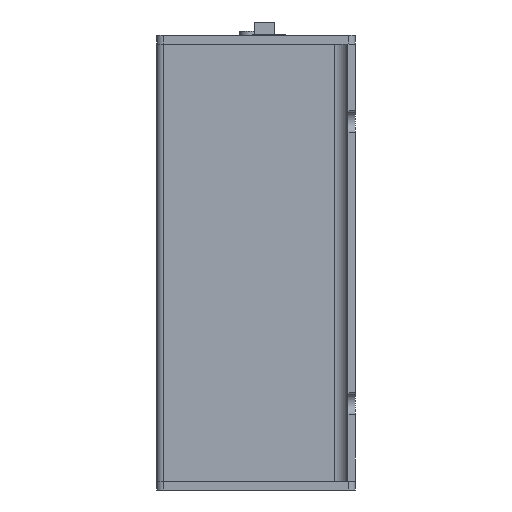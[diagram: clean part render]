
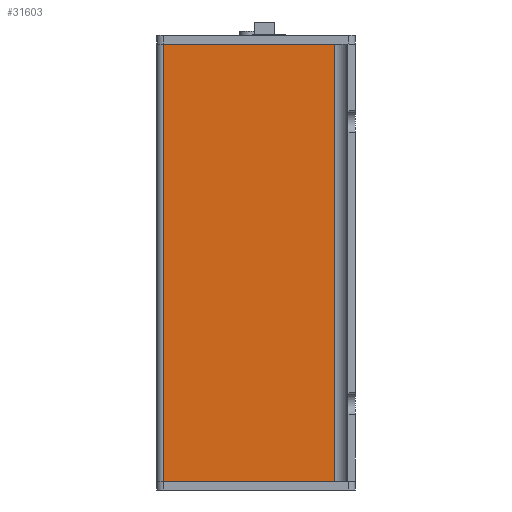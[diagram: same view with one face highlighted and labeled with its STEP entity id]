
A CAD part, left-side view. The second image highlights one B-rep face of the part: STEP entity #31603.
In plain terms, the highlighted planar face has unit normal (-1, 0, 0).
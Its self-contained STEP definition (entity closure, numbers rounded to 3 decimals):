
#471 = DIRECTION ( 'NONE',  ( 0., 0., -1. ) ) ;
#1276 = FACE_OUTER_BOUND ( 'NONE', #7688, .T. ) ;
#2024 = ORIENTED_EDGE ( 'NONE', *, *, #8466, .F. ) ;
#3997 = VERTEX_POINT ( 'NONE', #28802 ) ;
#4694 = CARTESIAN_POINT ( 'NONE',  ( -25.6, 28.6, 0. ) ) ;
#5752 = LINE ( 'NONE', #4694, #35974 ) ;
#7688 = EDGE_LOOP ( 'NONE', ( #21275, #2024, #22539, #31867 ) ) ;
#8295 = DIRECTION ( 'NONE',  ( 0., -1., 0. ) ) ;
#8355 = DIRECTION ( 'NONE',  ( 0., 1., 0. ) ) ;
#8466 = EDGE_CURVE ( 'NONE', #20694, #3997, #10642, .T. ) ;
#9346 = CARTESIAN_POINT ( 'NONE',  ( -25.6, 3.1, 65.1 ) ) ;
#10642 = LINE ( 'NONE', #18266, #33770 ) ;
#11139 = PLANE ( 'NONE',  #19298 ) ;
#11352 = VERTEX_POINT ( 'NONE', #25765 ) ;
#12205 = CARTESIAN_POINT ( 'NONE',  ( -25.6, 28.6, 65.1 ) ) ;
#12984 = EDGE_CURVE ( 'NONE', #26742, #11352, #35367, .T. ) ;
#17174 = CARTESIAN_POINT ( 'NONE',  ( -25.6, 28.6, 65.1 ) ) ;
#18266 = CARTESIAN_POINT ( 'NONE',  ( -25.6, 3.1, 65.1 ) ) ;
#18835 = VECTOR ( 'NONE', #471, 1000. ) ;
#19298 = AXIS2_PLACEMENT_3D ( 'NONE', #17174, #38190, #8355 ) ;
#19318 = DIRECTION ( 'NONE',  ( 0., -1., 0. ) ) ;
#20694 = VERTEX_POINT ( 'NONE', #9346 ) ;
#21275 = ORIENTED_EDGE ( 'NONE', *, *, #26829, .T. ) ;
#22539 = ORIENTED_EDGE ( 'NONE', *, *, #27589, .F. ) ;
#23182 = CARTESIAN_POINT ( 'NONE',  ( -25.6, 28.6, 65.1 ) ) ;
#24197 = DIRECTION ( 'NONE',  ( 0., 0., -1. ) ) ;
#25765 = CARTESIAN_POINT ( 'NONE',  ( -25.6, 28.6, 0. ) ) ;
#26742 = VERTEX_POINT ( 'NONE', #33725 ) ;
#26829 = EDGE_CURVE ( 'NONE', #11352, #3997, #5752, .T. ) ;
#27589 = EDGE_CURVE ( 'NONE', #26742, #20694, #32165, .T. ) ;
#28802 = CARTESIAN_POINT ( 'NONE',  ( -25.6, 3.1, 0. ) ) ;
#29787 = VECTOR ( 'NONE', #8295, 1000. ) ;
#31603 = ADVANCED_FACE ( 'NONE', ( #1276 ), #11139, .F. ) ;
#31867 = ORIENTED_EDGE ( 'NONE', *, *, #12984, .T. ) ;
#32165 = LINE ( 'NONE', #23182, #29787 ) ;
#33725 = CARTESIAN_POINT ( 'NONE',  ( -25.6, 28.6, 65.1 ) ) ;
#33770 = VECTOR ( 'NONE', #24197, 1000. ) ;
#35367 = LINE ( 'NONE', #12205, #18835 ) ;
#35974 = VECTOR ( 'NONE', #19318, 1000. ) ;
#38190 = DIRECTION ( 'NONE',  ( 1., 0., 0. ) ) ;
